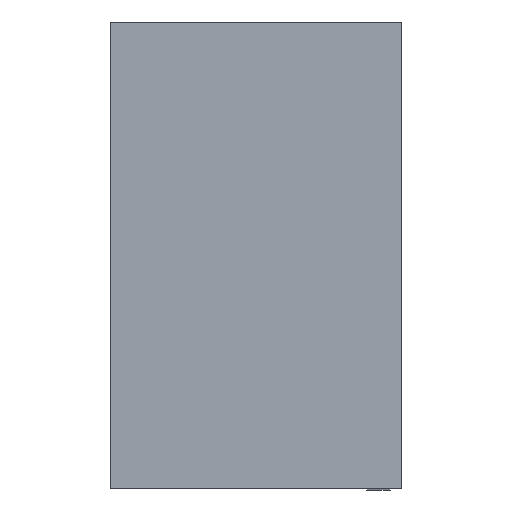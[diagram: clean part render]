
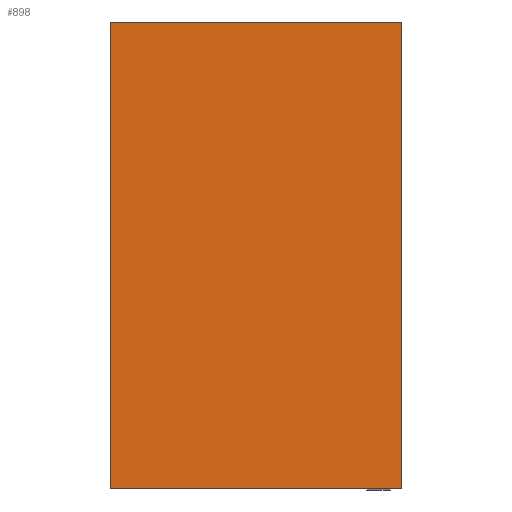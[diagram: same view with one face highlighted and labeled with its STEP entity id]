
A CAD part, top view. The second image highlights one B-rep face of the part: STEP entity #898.
In plain terms, the highlighted planar face has unit normal (0, 0, 1).
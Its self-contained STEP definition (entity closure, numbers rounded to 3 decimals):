
#89=FACE_OUTER_BOUND('',#145,.T.);
#145=EDGE_LOOP('',(#663,#664,#665,#666));
#211=LINE('',#1405,#323);
#214=LINE('',#1411,#326);
#217=LINE('',#1417,#329);
#220=LINE('',#1421,#332);
#323=VECTOR('',#1146,10.);
#326=VECTOR('',#1151,10.);
#329=VECTOR('',#1156,10.);
#332=VECTOR('',#1161,10.);
#427=VERTEX_POINT('',#1402);
#428=VERTEX_POINT('',#1404);
#430=VERTEX_POINT('',#1410);
#432=VERTEX_POINT('',#1416);
#511=EDGE_CURVE('',#428,#427,#211,.T.);
#514=EDGE_CURVE('',#430,#428,#214,.T.);
#517=EDGE_CURVE('',#432,#430,#217,.T.);
#520=EDGE_CURVE('',#427,#432,#220,.T.);
#663=ORIENTED_EDGE('',*,*,#520,.T.);
#664=ORIENTED_EDGE('',*,*,#517,.T.);
#665=ORIENTED_EDGE('',*,*,#514,.T.);
#666=ORIENTED_EDGE('',*,*,#511,.T.);
#843=PLANE('',#1034);
#898=ADVANCED_FACE('',(#89),#843,.T.);
#1034=AXIS2_PLACEMENT_3D('',#1422,#1162,#1163);
#1146=DIRECTION('',(-1.,0.,0.));
#1151=DIRECTION('',(0.,1.,0.));
#1156=DIRECTION('',(1.,0.,0.));
#1161=DIRECTION('',(0.,-1.,0.));
#1162=DIRECTION('center_axis',(0.,0.,1.));
#1163=DIRECTION('ref_axis',(1.,0.,0.));
#1402=CARTESIAN_POINT('',(0.,80.,4.));
#1404=CARTESIAN_POINT('',(50.,80.,4.));
#1405=CARTESIAN_POINT('',(50.,80.,4.));
#1410=CARTESIAN_POINT('',(50.,0.,4.));
#1411=CARTESIAN_POINT('',(50.,0.,4.));
#1416=CARTESIAN_POINT('',(0.,0.,4.));
#1417=CARTESIAN_POINT('',(0.,0.,4.));
#1421=CARTESIAN_POINT('',(0.,80.,4.));
#1422=CARTESIAN_POINT('Origin',(25.,40.,4.));
